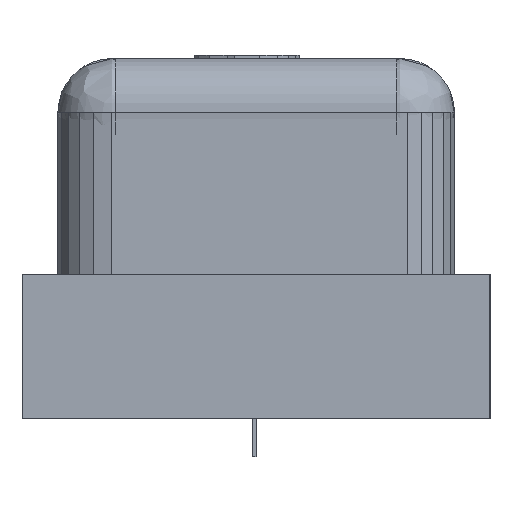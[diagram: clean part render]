
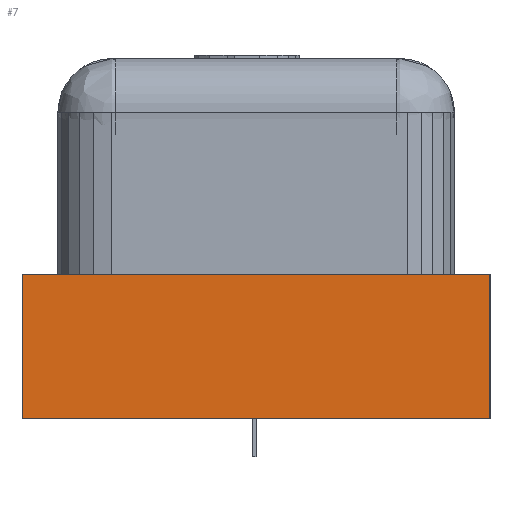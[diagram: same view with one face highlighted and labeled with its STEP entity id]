
A CAD part, left-side view. The second image highlights one B-rep face of the part: STEP entity #7.
In plain terms, the highlighted planar face has unit normal (-1, 0, 0).
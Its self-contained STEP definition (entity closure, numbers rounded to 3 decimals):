
#7 = ADVANCED_FACE ( 'NONE', ( #4483 ), #4557, .T. ) ;
#55 = CARTESIAN_POINT ( 'NONE',  ( -0.175, -0.65, 0. ) ) ;
#75 = DIRECTION ( 'NONE',  ( 0., -1., 0. ) ) ;
#153 = DIRECTION ( 'NONE',  ( 0., -1., 0. ) ) ;
#287 = EDGE_CURVE ( 'NONE', #483, #7223, #3376, .T. ) ;
#483 = VERTEX_POINT ( 'NONE', #5318 ) ;
#631 = ORIENTED_EDGE ( 'NONE', *, *, #3491, .F. ) ;
#707 = DIRECTION ( 'NONE',  ( 0., 0., 1. ) ) ;
#1547 = CARTESIAN_POINT ( 'NONE',  ( -0.175, -0.65, 0. ) ) ;
#1764 = DIRECTION ( 'NONE',  ( -1., 0., 0. ) ) ;
#1816 = LINE ( 'NONE', #6315, #5571 ) ;
#2142 = VERTEX_POINT ( 'NONE', #6761 ) ;
#2216 = EDGE_LOOP ( 'NONE', ( #4817, #3896, #2661, #631 ) ) ;
#2382 = DIRECTION ( 'NONE',  ( 0., 0., -1. ) ) ;
#2659 = VERTEX_POINT ( 'NONE', #2721 ) ;
#2661 = ORIENTED_EDGE ( 'NONE', *, *, #287, .F. ) ;
#2721 = CARTESIAN_POINT ( 'NONE',  ( -0.175, 0.65, 0.4 ) ) ;
#3376 = LINE ( 'NONE', #55, #6752 ) ;
#3406 = AXIS2_PLACEMENT_3D ( 'NONE', #5750, #1764, #4028 ) ;
#3477 = CARTESIAN_POINT ( 'NONE',  ( -0.175, 0.65, 0. ) ) ;
#3491 = EDGE_CURVE ( 'NONE', #2659, #483, #1816, .T. ) ;
#3896 = ORIENTED_EDGE ( 'NONE', *, *, #5773, .T. ) ;
#4027 = CARTESIAN_POINT ( 'NONE',  ( -0.175, 0.65, 0. ) ) ;
#4028 = DIRECTION ( 'NONE',  ( 0., 0., 1. ) ) ;
#4184 = EDGE_CURVE ( 'NONE', #2142, #2659, #6866, .T. ) ;
#4483 = FACE_OUTER_BOUND ( 'NONE', #2216, .T. ) ;
#4557 = PLANE ( 'NONE',  #3406 ) ;
#4817 = ORIENTED_EDGE ( 'NONE', *, *, #4184, .F. ) ;
#5151 = LINE ( 'NONE', #3477, #5256 ) ;
#5256 = VECTOR ( 'NONE', #75, 1000. ) ;
#5318 = CARTESIAN_POINT ( 'NONE',  ( -0.175, -0.65, 0.4 ) ) ;
#5571 = VECTOR ( 'NONE', #153, 1000. ) ;
#5750 = CARTESIAN_POINT ( 'NONE',  ( -0.175, -0.65, 0. ) ) ;
#5773 = EDGE_CURVE ( 'NONE', #2142, #7223, #5151, .T. ) ;
#6315 = CARTESIAN_POINT ( 'NONE',  ( -0.175, 0.65, 0.4 ) ) ;
#6752 = VECTOR ( 'NONE', #2382, 1000. ) ;
#6761 = CARTESIAN_POINT ( 'NONE',  ( -0.175, 0.65, 0. ) ) ;
#6866 = LINE ( 'NONE', #4027, #6910 ) ;
#6910 = VECTOR ( 'NONE', #707, 1000. ) ;
#7223 = VERTEX_POINT ( 'NONE', #1547 ) ;
